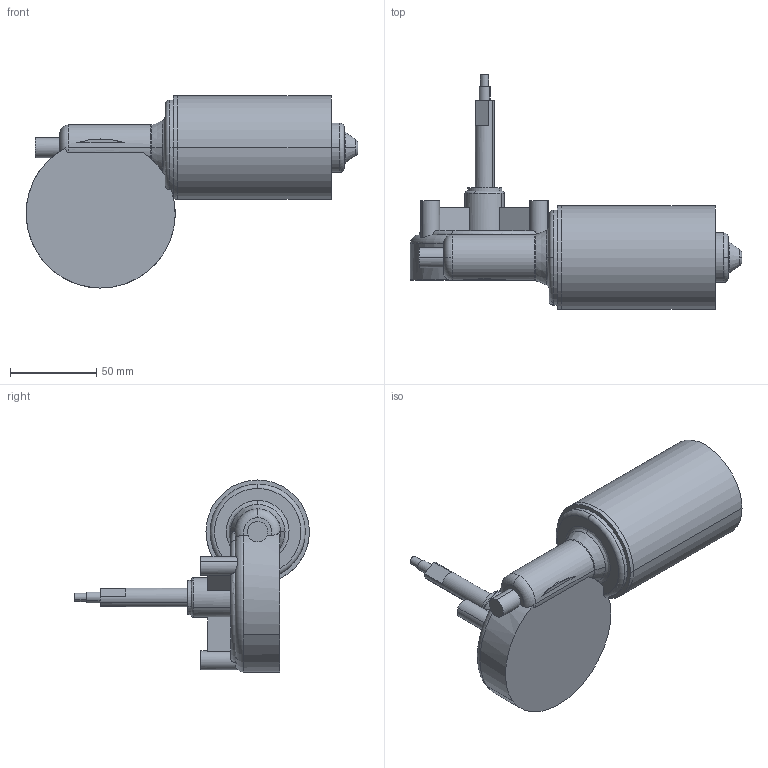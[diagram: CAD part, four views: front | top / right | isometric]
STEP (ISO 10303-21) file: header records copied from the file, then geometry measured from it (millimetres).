
FILE_DESCRIPTION((''),'2;1');
FILE_NAME('vandoormotor.stp','2003-01-24T21:13:09',('Administrator'),(''),'Autodesk Inventor (tm) 5.0','Autodesk Inventor (tm) 5.0','');
FILE_SCHEMA(('CONFIG_CONTROL_DESIGN'));
Length unit declared in the file: inch
Products named in the file (5): vandoormotor; vandoormotor1; vandoormotor2; vandoormotor3; vandoormotor4
Assembly tree (4 placements, depth 2):
  vandoormotor
    vandoormotor1
    vandoormotor2
    vandoormotor3
    vandoormotor4
Bounding box: 192.18 x 136.08 x 111.26 mm (x, y, z)
Volume: 463453.3 mm3; surface area: 59042.7 mm2
Topology: 4 solids, 4 shells, 119 faces, 312 edges, 209 vertices
Faces by surface type: cylinder 42, plane 41, torus 18, bspline 13, cone 5
Entity records: 5309 total; most frequent: CARTESIAN_POINT 1680, DIRECTION 682, ORIENTED_EDGE 624, EDGE_CURVE 312, AXIS2_PLACEMENT_3D 300, VERTEX_POINT 209, CIRCLE 185, EDGE_LOOP 129
